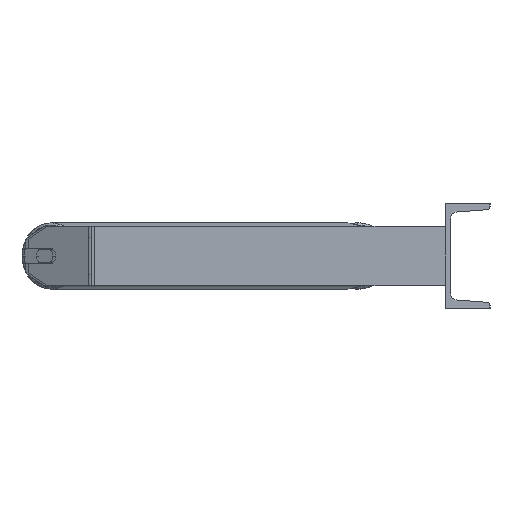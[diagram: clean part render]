
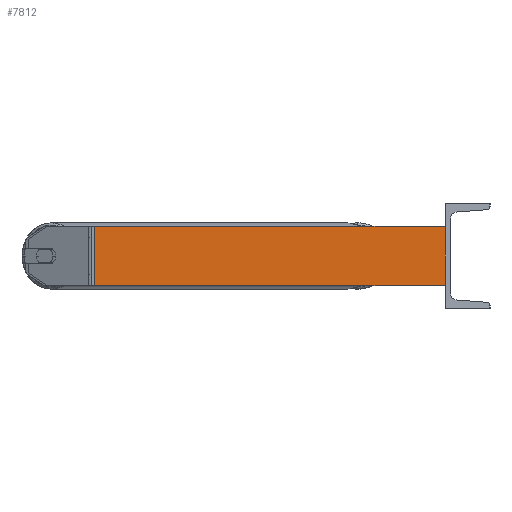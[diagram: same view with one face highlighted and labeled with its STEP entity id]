
A CAD part, left-side view. The second image highlights one B-rep face of the part: STEP entity #7812.
In plain terms, the highlighted planar face has unit normal (-1, 0, 0).
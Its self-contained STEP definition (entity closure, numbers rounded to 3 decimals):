
#10 = CARTESIAN_POINT ( 'NONE',  ( -1185., 0., 40. ) ) ;
#503 = CARTESIAN_POINT ( 'NONE',  ( -1185., 473.981, -40. ) ) ;
#741 = ORIENTED_EDGE ( 'NONE', *, *, #7451, .F. ) ;
#895 = PLANE ( 'NONE',  #7144 ) ;
#921 = DIRECTION ( 'NONE',  ( 0., -1., 0. ) ) ;
#1454 = VECTOR ( 'NONE', #5201, 1000. ) ;
#1566 = ORIENTED_EDGE ( 'NONE', *, *, #8941, .T. ) ;
#1616 = CARTESIAN_POINT ( 'NONE',  ( -1185., 473.981, 40. ) ) ;
#1737 = CARTESIAN_POINT ( 'NONE',  ( -1185., 469.694, 40. ) ) ;
#2108 = VERTEX_POINT ( 'NONE', #2860 ) ;
#2305 = LINE ( 'NONE', #1616, #6913 ) ;
#2424 = VERTEX_POINT ( 'NONE', #6738 ) ;
#2445 = ORIENTED_EDGE ( 'NONE', *, *, #2722, .T. ) ;
#2722 = EDGE_CURVE ( 'NONE', #5029, #8966, #7359, .T. ) ;
#2860 = CARTESIAN_POINT ( 'NONE',  ( -1185., 469.694, 40. ) ) ;
#3623 = VECTOR ( 'NONE', #7509, 1000. ) ;
#4100 = DIRECTION ( 'NONE',  ( 1., 0., 0. ) ) ;
#4309 = EDGE_CURVE ( 'NONE', #2108, #2424, #2305, .T. ) ;
#5029 = VERTEX_POINT ( 'NONE', #7820 ) ;
#5163 = ORIENTED_EDGE ( 'NONE', *, *, #4309, .F. ) ;
#5201 = DIRECTION ( 'NONE',  ( 0., 0., -1. ) ) ;
#5598 = DIRECTION ( 'NONE',  ( 0., 1., 0. ) ) ;
#5663 = EDGE_LOOP ( 'NONE', ( #2445, #741, #5163, #1566 ) ) ;
#6446 = FACE_OUTER_BOUND ( 'NONE', #5663, .T. ) ;
#6738 = CARTESIAN_POINT ( 'NONE',  ( -1185., 0., 40. ) ) ;
#6913 = VECTOR ( 'NONE', #921, 1000. ) ;
#6916 = LINE ( 'NONE', #10, #8039 ) ;
#7144 = AXIS2_PLACEMENT_3D ( 'NONE', #8152, #4100, #5598 ) ;
#7359 = LINE ( 'NONE', #503, #3623 ) ;
#7451 = EDGE_CURVE ( 'NONE', #2424, #8966, #6916, .T. ) ;
#7509 = DIRECTION ( 'NONE',  ( 0., -1., 0. ) ) ;
#7812 = ADVANCED_FACE ( 'NONE', ( #6446 ), #895, .F. ) ;
#7820 = CARTESIAN_POINT ( 'NONE',  ( -1185., 469.694, -40. ) ) ;
#8039 = VECTOR ( 'NONE', #8936, 1000. ) ;
#8152 = CARTESIAN_POINT ( 'NONE',  ( -1185., 473.981, 40. ) ) ;
#8668 = LINE ( 'NONE', #1737, #1454 ) ;
#8794 = CARTESIAN_POINT ( 'NONE',  ( -1185., 0., -40. ) ) ;
#8936 = DIRECTION ( 'NONE',  ( 0., 0., -1. ) ) ;
#8941 = EDGE_CURVE ( 'NONE', #2108, #5029, #8668, .T. ) ;
#8966 = VERTEX_POINT ( 'NONE', #8794 ) ;
